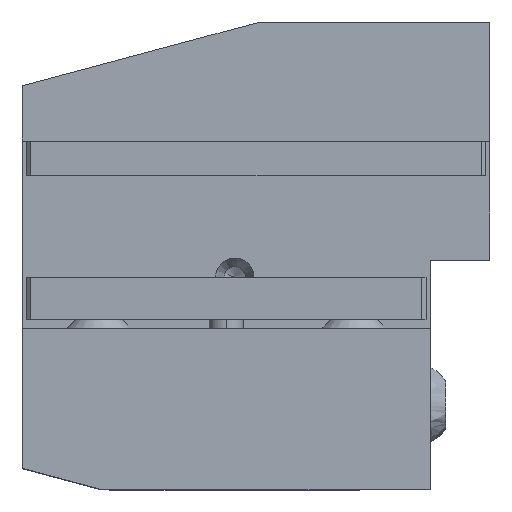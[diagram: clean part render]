
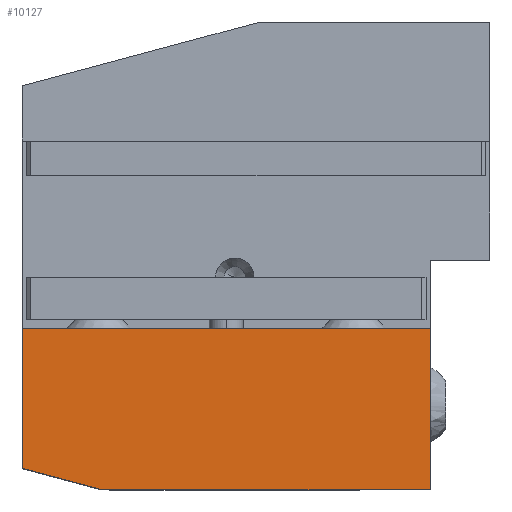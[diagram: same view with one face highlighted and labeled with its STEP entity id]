
A CAD part, top view. The second image highlights one B-rep face of the part: STEP entity #10127.
In plain terms, the highlighted planar face has unit normal (0, 0, 1).
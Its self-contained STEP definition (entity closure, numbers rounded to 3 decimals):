
#628 = VECTOR ( 'NONE', #5047, 1000. ) ;
#654 = VERTEX_POINT ( 'NONE', #1873 ) ;
#680 = VERTEX_POINT ( 'NONE', #8920 ) ;
#791 = VERTEX_POINT ( 'NONE', #8958 ) ;
#964 = EDGE_CURVE ( 'NONE', #3666, #2195, #9699, .T. ) ;
#975 = CARTESIAN_POINT ( 'NONE',  ( -1.624, 24.202, 46.19 ) ) ;
#1411 = CARTESIAN_POINT ( 'NONE',  ( 7.706, -30.798, 46.19 ) ) ;
#1549 = CARTESIAN_POINT ( 'NONE',  ( 46.376, -30.798, 46.19 ) ) ;
#1873 = CARTESIAN_POINT ( 'NONE',  ( -1.624, -28.298, 46.19 ) ) ;
#2195 = VERTEX_POINT ( 'NONE', #6468 ) ;
#2553 = FACE_OUTER_BOUND ( 'NONE', #4134, .T. ) ;
#2993 = VECTOR ( 'NONE', #9750, 1000. ) ;
#3417 = EDGE_CURVE ( 'NONE', #791, #654, #9928, .T. ) ;
#3457 = DIRECTION ( 'NONE',  ( 0., 0., 1. ) ) ;
#3666 = VERTEX_POINT ( 'NONE', #1411 ) ;
#3716 = EDGE_CURVE ( 'NONE', #2195, #680, #7984, .T. ) ;
#4131 = LINE ( 'NONE', #7405, #9019 ) ;
#4134 = EDGE_LOOP ( 'NONE', ( #8065, #9761, #10548, #6141, #8336 ) ) ;
#4268 = PLANE ( 'NONE',  #10272 ) ;
#5047 = DIRECTION ( 'NONE',  ( 0., 1., 0. ) ) ;
#5650 = EDGE_CURVE ( 'NONE', #680, #791, #4131, .T. ) ;
#5788 = CARTESIAN_POINT ( 'NONE',  ( -1.624, -30.798, 46.19 ) ) ;
#5808 = DIRECTION ( 'NONE',  ( -1., 0., 0. ) ) ;
#6141 = ORIENTED_EDGE ( 'NONE', *, *, #5650, .T. ) ;
#6468 = CARTESIAN_POINT ( 'NONE',  ( 46.376, -30.798, 46.19 ) ) ;
#6694 = VECTOR ( 'NONE', #11114, 1000. ) ;
#6863 = EDGE_CURVE ( 'NONE', #654, #3666, #7485, .T. ) ;
#7405 = CARTESIAN_POINT ( 'NONE',  ( -1.624, -11.798, 46.19 ) ) ;
#7485 = LINE ( 'NONE', #10949, #10078 ) ;
#7761 = CARTESIAN_POINT ( 'NONE',  ( -1.624, -30.798, 46.19 ) ) ;
#7984 = LINE ( 'NONE', #1549, #628 ) ;
#8065 = ORIENTED_EDGE ( 'NONE', *, *, #6863, .T. ) ;
#8336 = ORIENTED_EDGE ( 'NONE', *, *, #3417, .T. ) ;
#8920 = CARTESIAN_POINT ( 'NONE',  ( 46.376, -11.798, 46.19 ) ) ;
#8958 = CARTESIAN_POINT ( 'NONE',  ( -1.624, -11.798, 46.19 ) ) ;
#9019 = VECTOR ( 'NONE', #5808, 1000. ) ;
#9231 = DIRECTION ( 'NONE',  ( 0.966, -0.259, 0. ) ) ;
#9565 = DIRECTION ( 'NONE',  ( 1., 0., 0. ) ) ;
#9699 = LINE ( 'NONE', #5788, #6694 ) ;
#9750 = DIRECTION ( 'NONE',  ( 0., -1., 0. ) ) ;
#9761 = ORIENTED_EDGE ( 'NONE', *, *, #964, .T. ) ;
#9928 = LINE ( 'NONE', #975, #2993 ) ;
#10078 = VECTOR ( 'NONE', #9231, 1000. ) ;
#10127 = ADVANCED_FACE ( 'NONE', ( #2553 ), #4268, .T. ) ;
#10272 = AXIS2_PLACEMENT_3D ( 'NONE', #7761, #3457, #9565 ) ;
#10548 = ORIENTED_EDGE ( 'NONE', *, *, #3716, .T. ) ;
#10949 = CARTESIAN_POINT ( 'NONE',  ( -1.624, -28.298, 46.19 ) ) ;
#11114 = DIRECTION ( 'NONE',  ( 1., 0., 0. ) ) ;
